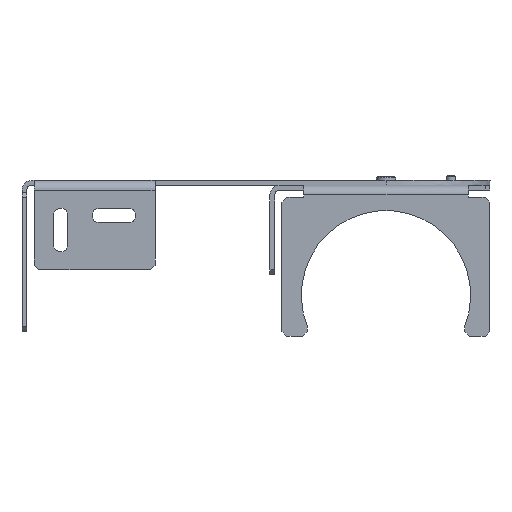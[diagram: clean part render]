
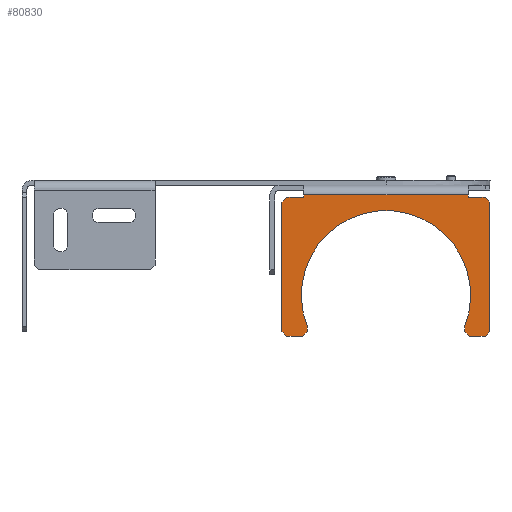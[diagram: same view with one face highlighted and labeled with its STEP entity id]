
A CAD part, left-side view. The second image highlights one B-rep face of the part: STEP entity #80830.
In plain terms, the highlighted face is planar.
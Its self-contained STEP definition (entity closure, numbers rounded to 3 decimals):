
#79310=CARTESIAN_POINT('',(163.441,-30.,
-76.031));
#79320=DIRECTION('',(0.,-1.,0.));
#79330=DIRECTION('',(0.,0.,-1.));
#79340=AXIS2_PLACEMENT_3D('',#79310,#79320,#79330);
#79350=PLANE('',#79340);
#79360=CARTESIAN_POINT('',(0.,-30.,44.2));
#79370=DIRECTION('',(-0.707,0.,
0.707));
#79380=VECTOR('',#79370,1.);
#79390=LINE('',#79360,#79380);
#79400=CARTESIAN_POINT('',(73.15,-30.,
-28.95));
#79410=VERTEX_POINT('954871-1500623161-5065f32f055a-0 1787166',#79400);
#79420=CARTESIAN_POINT('',(71.15,-30.,
-26.95));
#79430=VERTEX_POINT('954871-1500623161-5065f32f055a-0 1787554',#79420);
#79440=EDGE_CURVE('954871-1500623161-5065f32f055a-0 1787676',#79410,
#79430,#79390,.T.);
#79450=ORIENTED_EDGE('',*,*,#79440,.F.);
#79460=CARTESIAN_POINT('',(71.15,-30.,0.));
#79470=DIRECTION('',(0.,0.,1.));
#79480=VECTOR('',#79470,1.);
#79490=LINE('',#79460,#79480);
#79500=CARTESIAN_POINT('',(71.15,-30.,
26.55));
#79510=VERTEX_POINT('954871-1500623161-5065f32f055a-0 1787538',#79500);
#79520=EDGE_CURVE('954871-1500623161-5065f32f055a-0 1787539',#79430,
#79510,#79490,.T.);
#79530=ORIENTED_EDGE('',*,*,#79520,.F.);
#79540=CARTESIAN_POINT('',(0.,-30.,-44.6));
#79550=DIRECTION('',(0.707,0.,
0.707));
#79560=VECTOR('',#79550,1.);
#79570=LINE('',#79540,#79560);
#79580=CARTESIAN_POINT('',(73.15,-30.,
28.55));
#79590=VERTEX_POINT('954871-1500623161-5065f32f055a-0 1787511',#79580);
#79600=EDGE_CURVE('954871-1500623161-5065f32f055a-0 1787692',#79510,
#79590,#79570,.T.);
#79610=ORIENTED_EDGE('',*,*,#79600,.F.);
#79620=CARTESIAN_POINT('',(0.,-30.,28.55));
#79630=DIRECTION('',(1.,0.,0.));
#79640=VECTOR('',#79630,1.);
#79650=LINE('',#79620,#79640);
#79660=CARTESIAN_POINT('',(79.65,-30.,
28.55));
#79670=VERTEX_POINT('954871-1500623161-5065f32f055a-0 1787493',#79660);
#79680=EDGE_CURVE('954871-1500623161-5065f32f055a-0 1787512',#79590,
#79670,#79650,.T.);
#79690=ORIENTED_EDGE('',*,*,#79680,.F.);
#79700=CARTESIAN_POINT('',(108.2,-30.,0.));
#79710=DIRECTION('',(0.707,0.,
-0.707));
#79720=VECTOR('',#79710,1.);
#79730=LINE('',#79700,#79720);
#79740=CARTESIAN_POINT('',(81.65,-30.,
26.55));
#79750=VERTEX_POINT('954871-1500623161-5065f32f055a-0 1948762',#79740);
#79760=EDGE_CURVE('954871-1500623161-5065f32f055a-0 1787491',#79670,
#79750,#79730,.T.);
#79770=ORIENTED_EDGE('',*,*,#79760,.F.);
#79780=CARTESIAN_POINT('',(81.65,-30.,0.));
#79790=DIRECTION('',(0.,0.,-1.));
#79800=VECTOR('',#79790,1.);
#79810=LINE('',#79780,#79800);
#79820=CARTESIAN_POINT('',(81.65,-30.,
24.54));
#79830=VERTEX_POINT('954871-1500623161-5065f32f055a-0 1787394',#79820);
#79840=EDGE_CURVE('954871-1500623161-5065f32f055a-0 1787383',#79750,
#79830,#79810,.T.);
#79850=ORIENTED_EDGE('',*,*,#79840,.F.);
#79860=CARTESIAN_POINT('',(114.15,-30.,11.55));
#79870=DIRECTION('',(0.,-1.,0.));
#79880=DIRECTION('',(1.,0.,0.));
#79890=AXIS2_PLACEMENT_3D('',#79860,#79870,#79880);
#79900=CIRCLE('',#79890,35.);
#79910=CARTESIAN_POINT('',(146.65,-30.,24.54));
#79920=VERTEX_POINT('954871-1500623161-5065f32f055a-0 1787361',#79910);
#79930=EDGE_CURVE('954871-1500623161-5065f32f055a-0 1787403',#79830,
#79920,#79900,.T.);
#79940=ORIENTED_EDGE('',*,*,#79930,.F.);
#79950=CARTESIAN_POINT('',(146.65,-30.,0.));
#79960=DIRECTION('',(0.,0.,1.));
#79970=VECTOR('',#79960,1.);
#79980=LINE('',#79950,#79970);
#79990=CARTESIAN_POINT('',(146.65,-30.,26.55));
#80000=VERTEX_POINT('954871-1500623161-5065f32f055a-0 1787349',#79990);
#80010=EDGE_CURVE('954871-1500623161-5065f32f055a-0 1787350',#79920,
#80000,#79980,.T.);
#80020=ORIENTED_EDGE('',*,*,#80010,.F.);
#80030=CARTESIAN_POINT('',(0.,-30.,-120.1));
#80040=DIRECTION('',(0.707,0.,
0.707));
#80050=VECTOR('',#80040,1.);
#80060=LINE('',#80030,#80050);
#80070=CARTESIAN_POINT('',(148.65,-30.,28.55));
#80080=VERTEX_POINT('954871-1500623161-5065f32f055a-0 1924633',#80070);
#80090=EDGE_CURVE('954871-1500623161-5065f32f055a-0 1788405',#80000,
#80080,#80060,.T.);
#80100=ORIENTED_EDGE('',*,*,#80090,.F.);
#80110=CARTESIAN_POINT('',(0.,-30.,28.55));
#80120=DIRECTION('',(1.,0.,0.));
#80130=VECTOR('',#80120,1.);
#80140=LINE('',#80110,#80130);
#80150=CARTESIAN_POINT('',(155.15,-30.,28.55));
#80160=VERTEX_POINT('954871-1500623161-5065f32f055a-0 1787304',#80150);
#80170=EDGE_CURVE('954871-1500623161-5065f32f055a-0 1787323',#80080,
#80160,#80140,.T.);
#80180=ORIENTED_EDGE('',*,*,#80170,.F.);
#80190=CARTESIAN_POINT('',(183.7,-30.,0.));
#80200=DIRECTION('',(0.707,0.,
-0.707));
#80210=VECTOR('',#80200,1.);
#80220=LINE('',#80190,#80210);
#80230=CARTESIAN_POINT('',(157.15,-30.,26.55));
#80240=VERTEX_POINT('954871-1500623161-5065f32f055a-0 1787283',#80230);
#80250=EDGE_CURVE('954871-1500623161-5065f32f055a-0 1787302',#80160,
#80240,#80220,.T.);
#80260=ORIENTED_EDGE('',*,*,#80250,.F.);
#80270=CARTESIAN_POINT('',(157.15,-30.,0.));
#80280=DIRECTION('',(0.,0.,-1.));
#80290=VECTOR('',#80280,1.);
#80300=LINE('',#80270,#80290);
#80310=CARTESIAN_POINT('',(157.15,-30.,-26.95));
#80320=VERTEX_POINT('954871-1500623161-5065f32f055a-0 1787259',#80310);
#80330=EDGE_CURVE('954871-1500623161-5065f32f055a-0 1787284',#80240,
#80320,#80300,.T.);
#80340=ORIENTED_EDGE('',*,*,#80330,.F.);
#80350=CARTESIAN_POINT('',(184.1,-30.,0.));
#80360=DIRECTION('',(-0.707,0.,
-0.707));
#80370=VECTOR('',#80360,1.);
#80380=LINE('',#80350,#80370);
#80390=CARTESIAN_POINT('',(155.15,-30.,-28.95));
#80400=VERTEX_POINT('954871-1500623161-5065f32f055a-0 1787222',#80390);
#80410=EDGE_CURVE('954871-1500623161-5065f32f055a-0 1787257',#80320,
#80400,#80380,.T.);
#80420=ORIENTED_EDGE('',*,*,#80410,.F.);
#80430=CARTESIAN_POINT('',(0.,-30.,-28.95));
#80440=DIRECTION('',(-1.,0.,0.));
#80450=VECTOR('',#80440,1.);
#80460=LINE('',#80430,#80450);
#80470=CARTESIAN_POINT('',(148.15,-30.,-28.95));
#80480=VERTEX_POINT('954871-1500623161-5065f32f055a-0 1787204',#80470);
#80490=EDGE_CURVE('954871-1500623161-5065f32f055a-0 1787205',#80400,
#80480,#80460,.T.);
#80500=ORIENTED_EDGE('',*,*,#80490,.F.);
#80510=CARTESIAN_POINT('',(148.15,-30.,-41.451));
#80520=DIRECTION('',(0.,0.,1.));
#80530=VECTOR('',#80520,1.);
#80540=LINE('',#80510,#80530);
#80550=CARTESIAN_POINT('',(148.15,-30.,-29.95));
#80560=VERTEX_POINT('954871-1500623161-5065f32f055a-0 1787199',#80550);
#80570=EDGE_CURVE('954871-1500623161-5065f32f055a-0 1787200',#80560,
#80480,#80540,.T.);
#80580=ORIENTED_EDGE('',*,*,#80570,.T.);
#80590=CARTESIAN_POINT('',(0.,-30.,-29.95
));
#80600=DIRECTION('',(-1.,0.,0.));
#80610=VECTOR('',#80600,1.);
#80620=LINE('',#80590,#80610);
#80630=CARTESIAN_POINT('',(80.15,-30.,-29.95));
#80640=VERTEX_POINT('954871-1500623161-5065f32f055a-0 1787189',#80630);
#80650=EDGE_CURVE('954871-1500623161-5065f32f055a-0 1787190',#80560,
#80640,#80620,.T.);
#80660=ORIENTED_EDGE('',*,*,#80650,.F.);
#80670=CARTESIAN_POINT('',(80.15,-30.,
-23.611));
#80680=DIRECTION('',(0.,0.,-1.));
#80690=VECTOR('',#80680,1.);
#80700=LINE('',#80670,#80690);
#80710=CARTESIAN_POINT('',(80.15,-30.,
-28.95));
#80720=VERTEX_POINT('954871-1500623161-5065f32f055a-0 1787184',#80710);
#80730=EDGE_CURVE('954871-1500623161-5065f32f055a-0 1787185',#80720,
#80640,#80700,.T.);
#80740=ORIENTED_EDGE('',*,*,#80730,.T.);
#80750=CARTESIAN_POINT('',(0.,-30.,-28.95));
#80760=DIRECTION('',(-1.,0.,0.));
#80770=VECTOR('',#80760,1.);
#80780=LINE('',#80750,#80770);
#80790=EDGE_CURVE('954871-1500623161-5065f32f055a-0 1787167',#80720,
#79410,#80780,.T.);
#80800=ORIENTED_EDGE('',*,*,#80790,.F.);
#80810=EDGE_LOOP('',(#80800,#80740,#80660,#80580,#80500,#80420,#80340,
#80260,#80180,#80100,#80020,#79940,#79850,#79770,#79690,#79610,#79530,
#79450));
#80820=FACE_OUTER_BOUND('',#80810,.T.);
#80830=ADVANCED_FACE('954871-1500623161-5065f32f055a-0 1788215',(#80820)
,#79350,.T.);
